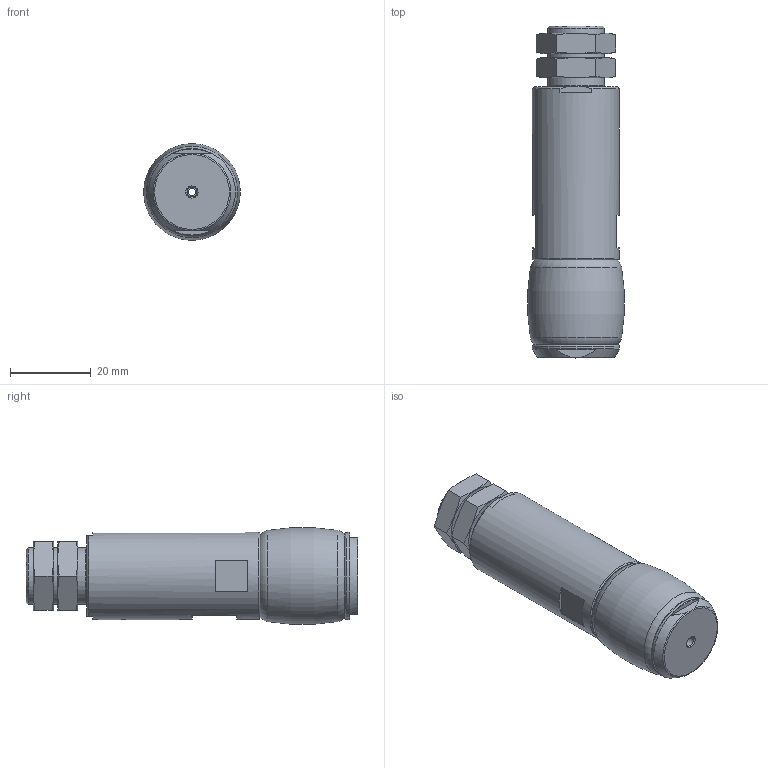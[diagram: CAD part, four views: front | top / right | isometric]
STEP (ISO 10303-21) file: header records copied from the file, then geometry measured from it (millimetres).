
FILE_DESCRIPTION(/* description */ ('STEP AP214'),/* implementation_level */ '2;1');
FILE_NAME(/* name */ '1320825_DHEB-22-E-U-S-P',/* time_stamp */ '2024-08-19T16:46:30+02:00',/* author */ ('License CC BY-ND 4.0'),/* organization */ ('CADENAS'),/* preprocessor_version */ 'ST-DEVELOPER v19.3',/* originating_system */ 'PARTsolutions',/* authorisation */ ' ');
FILE_SCHEMA (('AUTOMOTIVE_DESIGN {1 0 10303 214 3 1 1}'));
Length unit declared in the file: millimetre
Products named in the file (5): 1320825 DHEB-22-E-U-S-P---(AUS); 1366633 DHEB-22-E-U-S-P; 1366644 DHEB-22-E-U-S-P---(AUS); 1448937 DHAS-GB-B14-22-E---(MOD-AUS-U); 372957 YSRD-7-5-C M14X1-5-17
Assembly tree (5 placements, depth 2):
  1320825 DHEB-22-E-U-S-P---(AUS)
    1366633 DHEB-22-E-U-S-P
    1366644 DHEB-22-E-U-S-P---(AUS)
    1448937 DHAS-GB-B14-22-E---(MOD-AUS-U)
    372957 YSRD-7-5-C M14X1-5-17  x2
Bounding box: 23.82 x 82 x 23.83 mm (x, y, z)
Volume: 25619.4 mm3; surface area: 13831.6 mm2
Topology: 5 solids, 5 shells, 94 faces, 203 edges, 129 vertices
Faces by surface type: plane 50, cylinder 21, cone 16, torus 7
Full cylindrical faces by diameter (mm): 1 x1, 1.8 x1, 2.459 x1, 3 x2, 4.134 x2, 5 x2, 7.6 x3, 11 x2, 12.917 x2, 14 x1, 18 x2, 21.5 x2
Entity records: 2106 total; most frequent: CARTESIAN_POINT 419, DIRECTION 338, ORIENTED_EDGE 242, AXIS2_PLACEMENT_3D 155, EDGE_LOOP 144, FACE_BOUND 144, EDGE_CURVE 121, VERTEX_POINT 99
